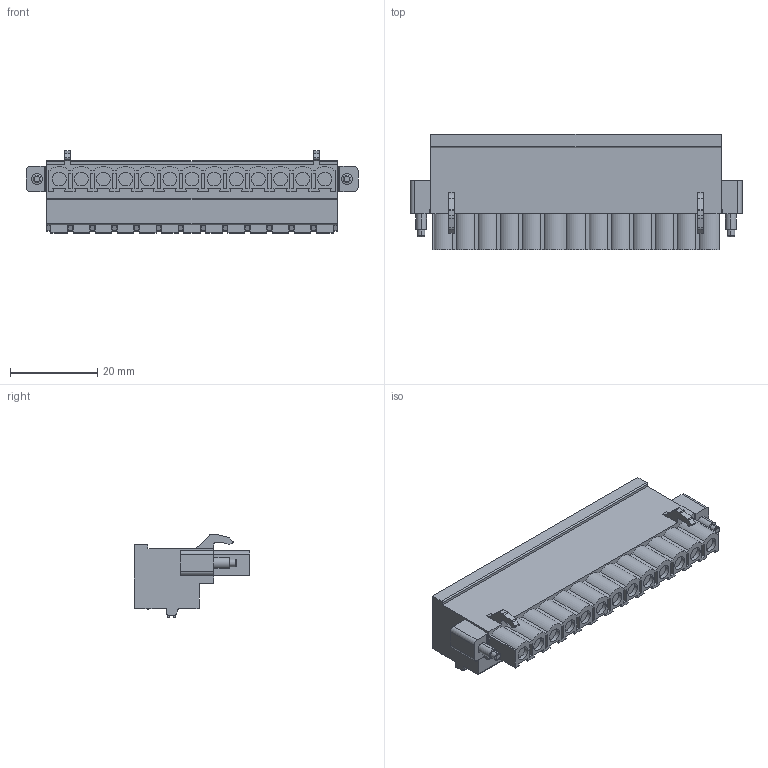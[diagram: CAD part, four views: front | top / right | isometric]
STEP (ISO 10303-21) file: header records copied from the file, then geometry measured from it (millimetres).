
FILE_DESCRIPTION((''),'2;1');
FILE_NAME('3333','2024-09-27T14:07:25',('tluser'),(''),'CREO PARAMETRIC BY PTC INC, 2018100','CREO PARAMETRIC BY PTC INC, 2018100','');
FILE_SCHEMA(('CONFIG_CONTROL_DESIGN'));
Length unit declared in the file: millimetre
Products named in the file (1): 3333
Bounding box: 76.2 x 26.6 x 19.01 mm (x, y, z)
Volume: 18454.9 mm3; surface area: 8183.6 mm2
Topology: 1 solids, 1 shells, 799 faces, 2058 edges, 1368 vertices
Faces by surface type: plane 529, cylinder 262, cone 4, torus 4
Entity records: 24334 total; most frequent: CARTESIAN_POINT 4225, DIRECTION 4196, ORIENTED_EDGE 4116, EDGE_CURVE 2058, VECTOR 1518, LINE 1518, VERTEX_POINT 1368, AXIS2_PLACEMENT_3D 1339
